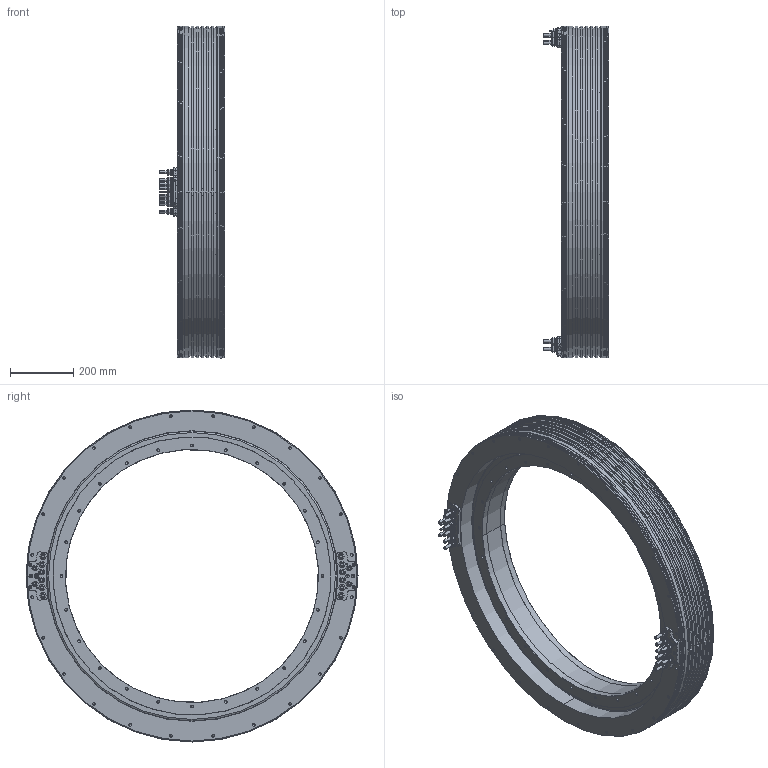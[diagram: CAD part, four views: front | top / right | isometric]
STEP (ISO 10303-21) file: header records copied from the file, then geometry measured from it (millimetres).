
FILE_DESCRIPTION((''),'2;1');
FILE_NAME('MOTEUR_TMK0991-070-3UZN-U_ASM_1_ASM','2020-07-15T11:03:35',('CH5533'),(''),'CREO PARAMETRIC BY PTC INC, 2019164','CREO PARAMETRIC BY PTC INC, 2019164','');
FILE_SCHEMA(('AUTOMOTIVE_DESIGN { 1 0 10303 214 1 1 1 1 }'));
Products named in the file (3): STATOR_TMK0991-070-3UZN-U_1; ROTOR_TMK0991-070_1; MOTEUR_TMK0991-070-3UZN-U_ASM_1_ASM
Assembly tree (2 placements, depth 2):
  MOTEUR_TMK0991-070-3UZN-U_ASM_1_ASM
    STATOR_TMK0991-070-3UZN-U_1
    ROTOR_TMK0991-070_1
Bounding box: 207.2 x 1050.5 x 1050.5 mm (x, y, z)
Volume: 45885513.4 mm3; surface area: 2771657.1 mm2
Topology: 2 solids, 29 shells, 2074 faces, 4931 edges, 2962 vertices
Faces by surface type: plane 830, cylinder 806, cone 350, torus 84, sphere 4
Entity records: 61429 total; most frequent: DIRECTION 11219, CARTESIAN_POINT 9896, ORIENTED_EDGE 9414, EDGE_CURVE 4707, AXIS2_PLACEMENT_3D 4402, VERTEX_POINT 2962, VECTOR 2406, LINE 2406
